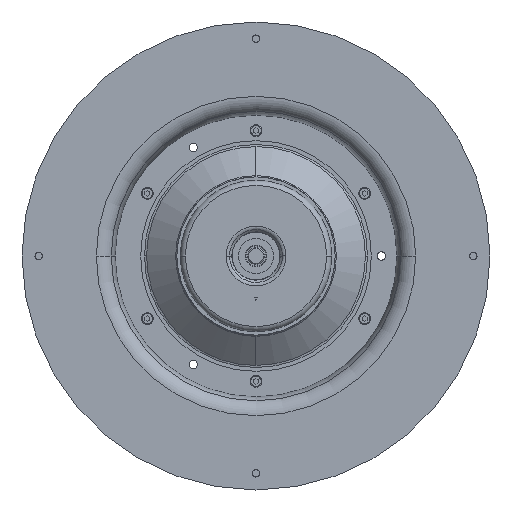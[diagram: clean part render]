
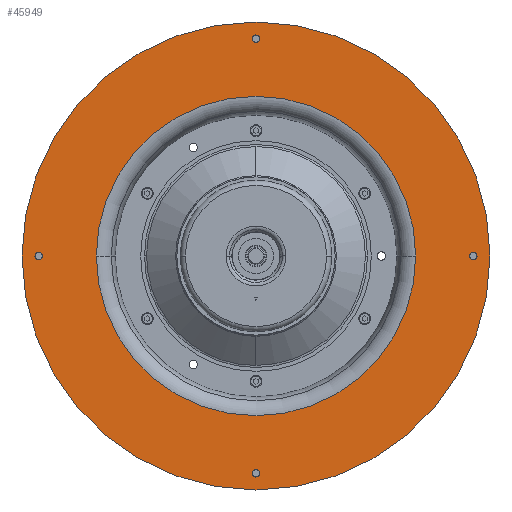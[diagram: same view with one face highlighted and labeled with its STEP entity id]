
A CAD part, front view. The second image highlights one B-rep face of the part: STEP entity #45949.
In plain terms, the highlighted face is planar.
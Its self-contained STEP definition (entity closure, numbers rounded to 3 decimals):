
#45493=CARTESIAN_POINT('',(0.,35.,0.));
#45494=DIRECTION('',(0.,-1.,0.));
#45495=DIRECTION('',(0.,0.,1.));
#45496=AXIS2_PLACEMENT_3D('',#45493,#45494,#45495);
#45498=CARTESIAN_POINT('',(0.,35.,0.));
#45499=DIRECTION('',(0.,-1.,0.));
#45500=DIRECTION('',(0.,0.,-1.));
#45501=AXIS2_PLACEMENT_3D('',#45498,#45499,#45500);
#45503=CARTESIAN_POINT('',(130.,35.,0.));
#45504=DIRECTION('',(0.,1.,0.));
#45505=DIRECTION('',(0.,0.,1.));
#45506=AXIS2_PLACEMENT_3D('',#45503,#45504,#45505);
#45508=CARTESIAN_POINT('',(130.,35.,0.));
#45509=DIRECTION('',(0.,1.,0.));
#45510=DIRECTION('',(0.,0.,-1.));
#45511=AXIS2_PLACEMENT_3D('',#45508,#45509,#45510);
#45513=CARTESIAN_POINT('',(0.,35.,130.));
#45514=DIRECTION('',(0.,1.,0.));
#45515=DIRECTION('',(0.,0.,1.));
#45516=AXIS2_PLACEMENT_3D('',#45513,#45514,#45515);
#45518=CARTESIAN_POINT('',(0.,35.,130.));
#45519=DIRECTION('',(0.,1.,0.));
#45520=DIRECTION('',(0.,0.,-1.));
#45521=AXIS2_PLACEMENT_3D('',#45518,#45519,#45520);
#45523=CARTESIAN_POINT('',(-130.,35.,0.));
#45524=DIRECTION('',(0.,1.,0.));
#45525=DIRECTION('',(0.,0.,1.));
#45526=AXIS2_PLACEMENT_3D('',#45523,#45524,#45525);
#45528=CARTESIAN_POINT('',(-130.,35.,0.));
#45529=DIRECTION('',(0.,1.,0.));
#45530=DIRECTION('',(0.,0.,-1.));
#45531=AXIS2_PLACEMENT_3D('',#45528,#45529,#45530);
#45533=CARTESIAN_POINT('',(0.,35.,-130.));
#45534=DIRECTION('',(0.,1.,0.));
#45535=DIRECTION('',(0.,0.,1.));
#45536=AXIS2_PLACEMENT_3D('',#45533,#45534,#45535);
#45538=CARTESIAN_POINT('',(0.,35.,-130.));
#45539=DIRECTION('',(0.,1.,0.));
#45540=DIRECTION('',(0.,0.,-1.));
#45541=AXIS2_PLACEMENT_3D('',#45538,#45539,#45540);
#45543=CARTESIAN_POINT('',(0.,35.,0.));
#45544=DIRECTION('',(0.,1.,0.));
#45545=DIRECTION('',(-1.,0.,0.));
#45546=AXIS2_PLACEMENT_3D('',#45543,#45544,#45545);
#45548=CARTESIAN_POINT('',(0.,35.,0.));
#45549=DIRECTION('',(0.,1.,0.));
#45550=DIRECTION('',(1.,0.,0.));
#45551=AXIS2_PLACEMENT_3D('',#45548,#45549,#45550);
#45693=CARTESIAN_POINT('',(0.,35.,140.));
#45694=VERTEX_POINT('',#45693);
#45695=CARTESIAN_POINT('',(0.,35.,-140.));
#45696=VERTEX_POINT('',#45695);
#45697=CARTESIAN_POINT('',(130.,35.,2.25));
#45698=CARTESIAN_POINT('',(130.,35.,-2.25));
#45699=VERTEX_POINT('',#45697);
#45700=VERTEX_POINT('',#45698);
#45701=CARTESIAN_POINT('',(0.,35.,132.25));
#45702=CARTESIAN_POINT('',(0.,35.,127.75));
#45703=VERTEX_POINT('',#45701);
#45704=VERTEX_POINT('',#45702);
#45705=CARTESIAN_POINT('',(-130.,35.,2.25));
#45706=CARTESIAN_POINT('',(-130.,35.,-2.25));
#45707=VERTEX_POINT('',#45705);
#45708=VERTEX_POINT('',#45706);
#45709=CARTESIAN_POINT('',(0.,35.,-127.75));
#45710=CARTESIAN_POINT('',(0.,35.,-132.25));
#45711=VERTEX_POINT('',#45709);
#45712=VERTEX_POINT('',#45710);
#45713=CARTESIAN_POINT('',(-95.555,35.,
0.));
#45714=CARTESIAN_POINT('',(95.555,35.,
0.));
#45715=VERTEX_POINT('',#45713);
#45716=VERTEX_POINT('',#45714);
#45910=CARTESIAN_POINT('',(0.,35.,0.));
#45911=DIRECTION('',(0.,1.,0.));
#45912=DIRECTION('',(0.,0.,1.));
#45913=AXIS2_PLACEMENT_3D('',#45910,#45911,#45912);
#45914=PLANE('',#45913);
#45915=ORIENTED_EDGE('',*,*,#45903,.T.);
#45916=ORIENTED_EDGE('',*,*,#45890,.T.);
#45917=EDGE_LOOP('',(#45915,#45916));
#45918=FACE_OUTER_BOUND('',#45917,.F.);
#45920=ORIENTED_EDGE('',*,*,#45919,.T.);
#45922=ORIENTED_EDGE('',*,*,#45921,.T.);
#45923=EDGE_LOOP('',(#45920,#45922));
#45924=FACE_BOUND('',#45923,.F.);
#45926=ORIENTED_EDGE('',*,*,#45925,.T.);
#45928=ORIENTED_EDGE('',*,*,#45927,.T.);
#45929=EDGE_LOOP('',(#45926,#45928));
#45930=FACE_BOUND('',#45929,.F.);
#45932=ORIENTED_EDGE('',*,*,#45931,.T.);
#45934=ORIENTED_EDGE('',*,*,#45933,.T.);
#45935=EDGE_LOOP('',(#45932,#45934));
#45936=FACE_BOUND('',#45935,.F.);
#45938=ORIENTED_EDGE('',*,*,#45937,.T.);
#45940=ORIENTED_EDGE('',*,*,#45939,.T.);
#45941=EDGE_LOOP('',(#45938,#45940));
#45942=FACE_BOUND('',#45941,.F.);
#45944=ORIENTED_EDGE('',*,*,#45943,.T.);
#45946=ORIENTED_EDGE('',*,*,#45945,.T.);
#45947=EDGE_LOOP('',(#45944,#45946));
#45948=FACE_BOUND('',#45947,.F.);
#45949=ADVANCED_FACE('',(#45918,#45924,#45930,#45936,#45942,#45948),#45914,.T.);
#45497=CIRCLE('',#45496,140.);
#45502=CIRCLE('',#45501,140.);
#45507=CIRCLE('',#45506,2.25);
#45512=CIRCLE('',#45511,2.25);
#45517=CIRCLE('',#45516,2.25);
#45522=CIRCLE('',#45521,2.25);
#45527=CIRCLE('',#45526,2.25);
#45532=CIRCLE('',#45531,2.25);
#45537=CIRCLE('',#45536,2.25);
#45542=CIRCLE('',#45541,2.25);
#45547=CIRCLE('',#45546,95.555);
#45552=CIRCLE('',#45551,95.555);
#45890=EDGE_CURVE('',#45696,#45694,#45502,.T.);
#45903=EDGE_CURVE('',#45694,#45696,#45497,.T.);
#45919=EDGE_CURVE('',#45699,#45700,#45507,.T.);
#45921=EDGE_CURVE('',#45700,#45699,#45512,.T.);
#45925=EDGE_CURVE('',#45703,#45704,#45517,.T.);
#45927=EDGE_CURVE('',#45704,#45703,#45522,.T.);
#45931=EDGE_CURVE('',#45707,#45708,#45527,.T.);
#45933=EDGE_CURVE('',#45708,#45707,#45532,.T.);
#45937=EDGE_CURVE('',#45711,#45712,#45537,.T.);
#45939=EDGE_CURVE('',#45712,#45711,#45542,.T.);
#45943=EDGE_CURVE('',#45715,#45716,#45547,.T.);
#45945=EDGE_CURVE('',#45716,#45715,#45552,.T.);
